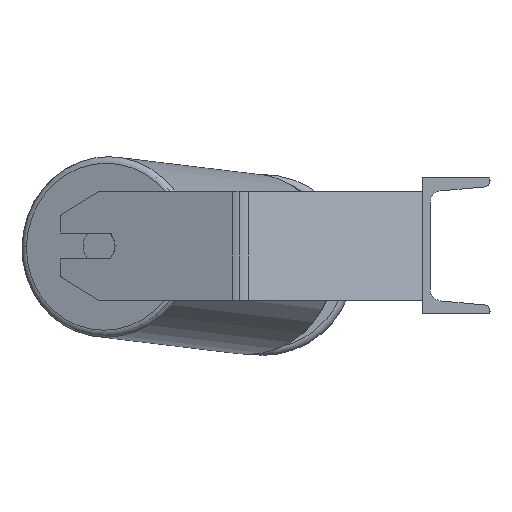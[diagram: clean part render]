
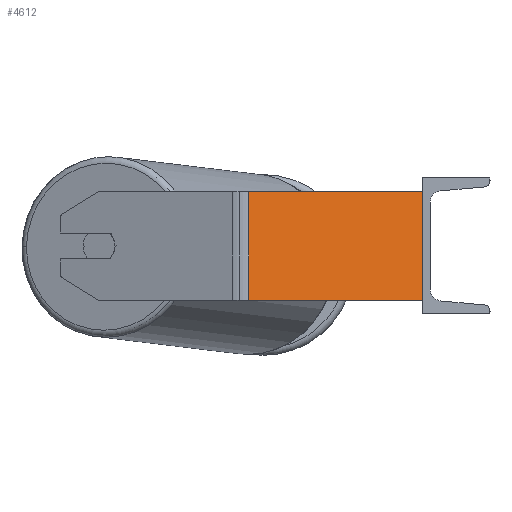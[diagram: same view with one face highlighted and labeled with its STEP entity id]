
A CAD part, left-side view. The second image highlights one B-rep face of the part: STEP entity #4612.
In plain terms, the highlighted planar face has unit normal (-0.906, -0.423, 0).
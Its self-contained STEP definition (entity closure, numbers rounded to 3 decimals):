
#497 = LINE ( 'NONE', #4729, #7453 ) ;
#531 = EDGE_CURVE ( 'NONE', #3544, #7571, #6373, .T. ) ;
#818 = VERTEX_POINT ( 'NONE', #4964 ) ;
#924 = CARTESIAN_POINT ( 'NONE',  ( -547.272, 133.543, -40. ) ) ;
#1001 = DIRECTION ( 'NONE',  ( -0.423, 0.906, 0. ) ) ;
#1054 = FACE_OUTER_BOUND ( 'NONE', #1294, .T. ) ;
#1294 = EDGE_LOOP ( 'NONE', ( #8153, #4297, #8901, #1618 ) ) ;
#1339 = DIRECTION ( 'NONE',  ( 0., 0., -1. ) ) ;
#1618 = ORIENTED_EDGE ( 'NONE', *, *, #6679, .T. ) ;
#1696 = CARTESIAN_POINT ( 'NONE',  ( -485., 0., -40. ) ) ;
#1790 = EDGE_CURVE ( 'NONE', #818, #7571, #497, .T. ) ;
#2189 = CARTESIAN_POINT ( 'NONE',  ( -544.471, 127.537, 40. ) ) ;
#2835 = LINE ( 'NONE', #5741, #8116 ) ;
#3021 = DIRECTION ( 'NONE',  ( 0., 0., -1. ) ) ;
#3544 = VERTEX_POINT ( 'NONE', #8605 ) ;
#3886 = DIRECTION ( 'NONE',  ( 0.906, 0.423, 0. ) ) ;
#4247 = VECTOR ( 'NONE', #7109, 1000. ) ;
#4297 = ORIENTED_EDGE ( 'NONE', *, *, #1790, .F. ) ;
#4443 = PLANE ( 'NONE',  #7638 ) ;
#4612 = ADVANCED_FACE ( 'NONE', ( #1054 ), #4443, .F. ) ;
#4729 = CARTESIAN_POINT ( 'NONE',  ( -485., 0., 40. ) ) ;
#4964 = CARTESIAN_POINT ( 'NONE',  ( -485., 0., 40. ) ) ;
#5620 = CARTESIAN_POINT ( 'NONE',  ( -544.471, 127.537, 40. ) ) ;
#5741 = CARTESIAN_POINT ( 'NONE',  ( -547.272, 133.543, 40. ) ) ;
#6294 = LINE ( 'NONE', #5620, #7055 ) ;
#6373 = LINE ( 'NONE', #924, #4247 ) ;
#6679 = EDGE_CURVE ( 'NONE', #8125, #3544, #6294, .T. ) ;
#7052 = EDGE_CURVE ( 'NONE', #8125, #818, #2835, .T. ) ;
#7055 = VECTOR ( 'NONE', #3021, 1000. ) ;
#7109 = DIRECTION ( 'NONE',  ( 0.423, -0.906, 0. ) ) ;
#7453 = VECTOR ( 'NONE', #1339, 1000. ) ;
#7571 = VERTEX_POINT ( 'NONE', #1696 ) ;
#7638 = AXIS2_PLACEMENT_3D ( 'NONE', #8122, #3886, #1001 ) ;
#8116 = VECTOR ( 'NONE', #8458, 1000. ) ;
#8122 = CARTESIAN_POINT ( 'NONE',  ( -547.272, 133.543, 40. ) ) ;
#8125 = VERTEX_POINT ( 'NONE', #2189 ) ;
#8153 = ORIENTED_EDGE ( 'NONE', *, *, #531, .T. ) ;
#8458 = DIRECTION ( 'NONE',  ( 0.423, -0.906, 0. ) ) ;
#8605 = CARTESIAN_POINT ( 'NONE',  ( -544.471, 127.537, -40. ) ) ;
#8901 = ORIENTED_EDGE ( 'NONE', *, *, #7052, .F. ) ;
